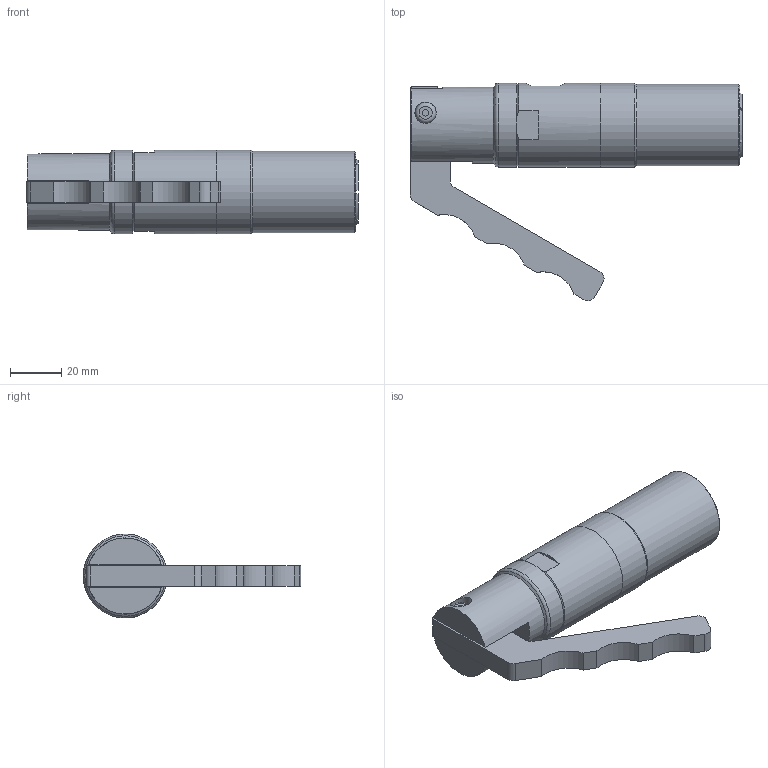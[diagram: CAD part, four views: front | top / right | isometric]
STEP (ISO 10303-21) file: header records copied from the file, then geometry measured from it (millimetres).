
FILE_DESCRIPTION(/* description */ (''),/* implementation_level */ '2;1');
FILE_NAME(/* name */ 'FXL-049041.stp',/* time_stamp */ '2014-08-05T11:44:13-05:00',/* author */ ('JakeC'),/* organization */ ('FasTest,Inc.'),/* preprocessor_version */ 'ST-DEVELOPER v15.2',/* originating_system */ 'Autodesk Inventor 2014',/* authorisation */ '');
FILE_SCHEMA (('AUTOMOTIVE_DESIGN { 1 0 10303 214 3 1 1 }'));
Length unit declared in the file: inch
Products named in the file (1): FXL-049041
Bounding box: 129.64 x 84.94 x 32.77 mm (x, y, z)
Volume: 11450.5 mm3; surface area: 24550.4 mm2
Topology: 1 solids, 7 shells, 139 faces, 353 edges, 232 vertices
Faces by surface type: plane 71, cylinder 36, cone 28, torus 4
Full cylindrical faces by diameter (mm): 4.826 x2, 4.978 x1, 8.153 x1, 8.331 x1, 10.008 x2, 11.125 x1, 17.78 x1, 18.466 x1, 26.772 x1, 26.924 x1, 27.051 x1, 29.718 x1, 31.877 x1, 32.766 x3
Entity records: 4067 total; most frequent: CARTESIAN_POINT 874, DIRECTION 654, ORIENTED_EDGE 630, EDGE_CURVE 313, AXIS2_PLACEMENT_3D 259, VERTEX_POINT 223, EDGE_LOOP 188, ADVANCED_FACE 139
